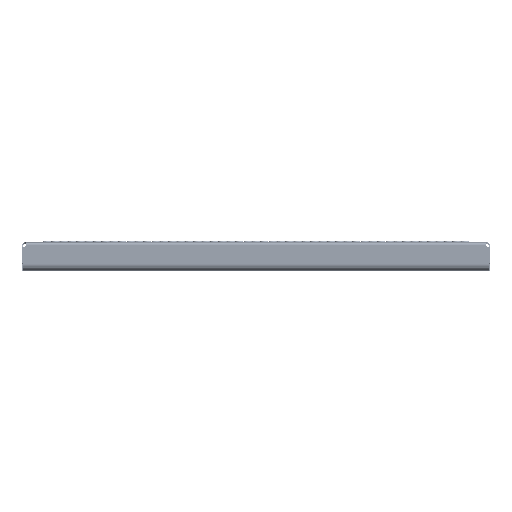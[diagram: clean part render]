
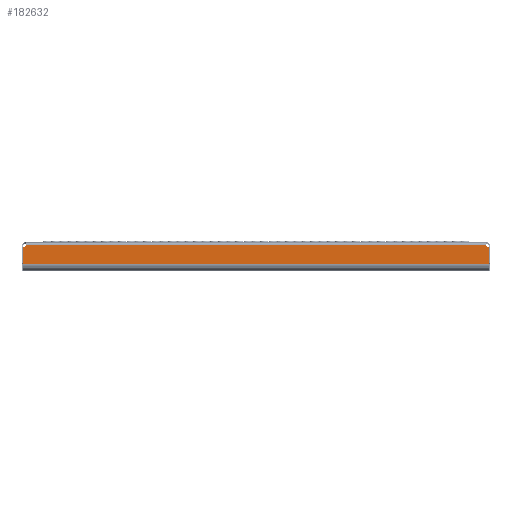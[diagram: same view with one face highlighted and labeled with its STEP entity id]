
A CAD part, top view. The second image highlights one B-rep face of the part: STEP entity #182632.
In plain terms, the highlighted planar face has unit normal (0, 0, 1).
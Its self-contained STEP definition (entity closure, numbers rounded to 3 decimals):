
#7836 = EDGE_LOOP ( 'NONE', ( #226921, #226923, #226919, #226922, #226924, #226926 ) ) ;
#57326 = AXIS2_PLACEMENT_3D ( 'NONE', #78881, #78882, #78883 ) ;
#66353 = CARTESIAN_POINT ( 'NONE',  ( -347.99, -32.498, 150. ) ) ;
#66355 = CARTESIAN_POINT ( 'NONE',  ( -347.99, -7.185, 150. ) ) ;
#66361 = CARTESIAN_POINT ( 'NONE',  ( -344.302, -4., 150. ) ) ;
#66364 = CARTESIAN_POINT ( 'NONE',  ( 344.302, -4., 150. ) ) ;
#66374 = CARTESIAN_POINT ( 'NONE',  ( 347.99, -32.498, 150. ) ) ;
#66379 = CARTESIAN_POINT ( 'NONE',  ( 347.99, -7.185, 150. ) ) ;
#78880 = PLANE ( 'NONE',  #57326 ) ;
#78881 = CARTESIAN_POINT ( 'NONE',  ( -349., 295.712, 150. ) ) ;
#78882 = DIRECTION ( 'NONE',  ( 0., 0., 1. ) ) ;
#78883 = DIRECTION ( 'NONE',  ( 0., -1., 0. ) ) ;
#82165 = FACE_OUTER_BOUND ( 'NONE', #7836, .T. ) ;
#175286 = VERTEX_POINT ( 'NONE', #66353 ) ;
#175287 = VERTEX_POINT ( 'NONE', #66355 ) ;
#175294 = VERTEX_POINT ( 'NONE', #66361 ) ;
#175298 = VERTEX_POINT ( 'NONE', #66364 ) ;
#175309 = VERTEX_POINT ( 'NONE', #66374 ) ;
#175314 = VERTEX_POINT ( 'NONE', #66379 ) ;
#182632 = ADVANCED_FACE ( 'NONE', ( #82165 ), #78880, .T. ) ;
#205880 = VECTOR ( 'NONE', #219755, 1000. ) ;
#205904 = VECTOR ( 'NONE', #219967, 1000. ) ;
#205935 = VECTOR ( 'NONE', #219990, 1000. ) ;
#205953 = CIRCLE ( 'NONE', #205975, 5. ) ;
#205959 = CIRCLE ( 'NONE', #205962, 5. ) ;
#205962 = AXIS2_PLACEMENT_3D ( 'NONE', #220015, #220017, #220020 ) ;
#205971 = VECTOR ( 'NONE', #220025, 1000. ) ;
#205975 = AXIS2_PLACEMENT_3D ( 'NONE', #220028, #220030, #220033 ) ;
#219753 = CARTESIAN_POINT ( 'NONE',  ( -347.99, -7.185, 150. ) ) ;
#219755 = DIRECTION ( 'NONE',  ( 0., -1., 0. ) ) ;
#219965 = CARTESIAN_POINT ( 'NONE',  ( -349., -4., 150. ) ) ;
#219967 = DIRECTION ( 'NONE',  ( 1., 0., 0. ) ) ;
#219989 = CARTESIAN_POINT ( 'NONE',  ( 347.99, -7.185, 150. ) ) ;
#219990 = DIRECTION ( 'NONE',  ( 0., 1., 0. ) ) ;
#220015 = CARTESIAN_POINT ( 'NONE',  ( 349., -2.288, 150. ) ) ;
#220017 = DIRECTION ( 'NONE',  ( 0., 0., -1. ) ) ;
#220020 = DIRECTION ( 'NONE',  ( 0., -1., 0. ) ) ;
#220023 = CARTESIAN_POINT ( 'NONE',  ( -347.99, -32.498, 150. ) ) ;
#220025 = DIRECTION ( 'NONE',  ( 1., 0., 0. ) ) ;
#220028 = CARTESIAN_POINT ( 'NONE',  ( -349., -2.288, 150. ) ) ;
#220030 = DIRECTION ( 'NONE',  ( 0., 0., -1. ) ) ;
#220033 = DIRECTION ( 'NONE',  ( 0., -1., 0. ) ) ;
#226919 = ORIENTED_EDGE ( 'NONE', *, *, #227914, .T. ) ;
#226921 = ORIENTED_EDGE ( 'NONE', *, *, #227916, .T. ) ;
#226922 = ORIENTED_EDGE ( 'NONE', *, *, #227897, .F. ) ;
#226923 = ORIENTED_EDGE ( 'NONE', *, *, #227906, .T. ) ;
#226924 = ORIENTED_EDGE ( 'NONE', *, *, #227918, .T. ) ;
#226926 = ORIENTED_EDGE ( 'NONE', *, *, #227870, .T. ) ;
#227870 = EDGE_CURVE ( 'NONE', #175287, #175286, #230629, .T. ) ;
#227897 = EDGE_CURVE ( 'NONE', #175294, #175298, #230632, .T. ) ;
#227906 = EDGE_CURVE ( 'NONE', #175309, #175314, #230636, .T. ) ;
#227914 = EDGE_CURVE ( 'NONE', #175314, #175298, #205959, .T. ) ;
#227916 = EDGE_CURVE ( 'NONE', #175286, #175309, #230638, .T. ) ;
#227918 = EDGE_CURVE ( 'NONE', #175294, #175287, #205953, .T. ) ;
#230629 = LINE ( 'NONE', #219753, #205880 ) ;
#230632 = LINE ( 'NONE', #219965, #205904 ) ;
#230636 = LINE ( 'NONE', #219989, #205935 ) ;
#230638 = LINE ( 'NONE', #220023, #205971 ) ;
